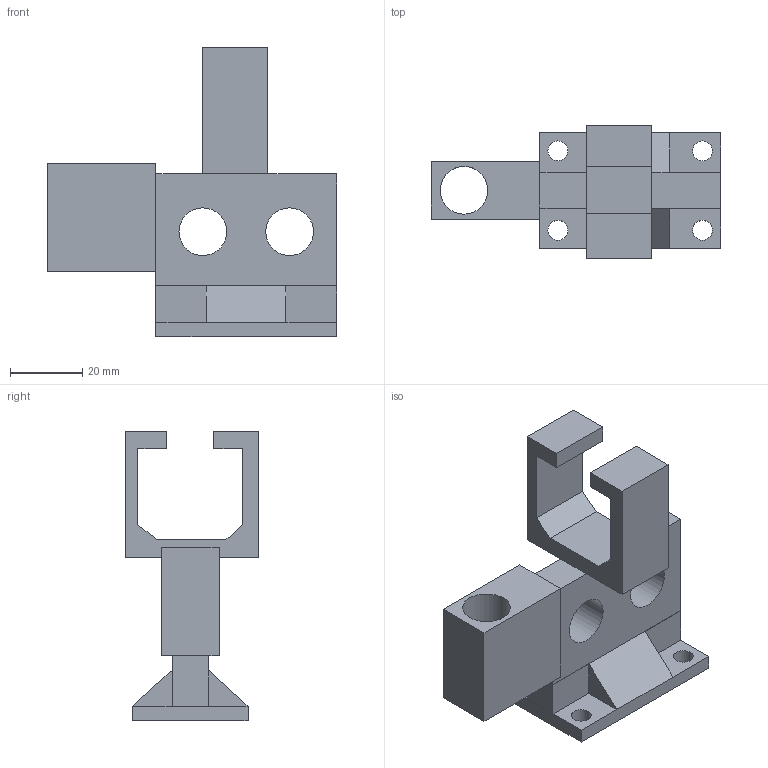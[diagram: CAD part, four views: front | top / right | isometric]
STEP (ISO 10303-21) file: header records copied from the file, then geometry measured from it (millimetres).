
FILE_DESCRIPTION(('FreeCAD Model'),'2;1');
FILE_NAME('LimitSwitchHolder_x-axis_chainholder.step','2019-02-05T12:58:32' ,('Author'),(''),'Open CASCADE STEP processor 7.3','FreeCAD','Unknown' );
FILE_SCHEMA(('AUTOMOTIVE_DESIGN { 1 0 10303 214 1 1 1 1 }'));
Length unit declared in the file: millimetre
Products named in the file (1): Boolean011
Bounding box: 80 x 37 x 80 mm (x, y, z)
Volume: 45907.5 mm3; surface area: 18084.5 mm2
Topology: 1 solids, 1 shells, 59 faces, 155 edges, 98 vertices
Faces by surface type: plane 52, cylinder 7
Full cylindrical faces by diameter (mm): 5.5 x4, 13.2 x3
Entity records: 3857 total; most frequent: CARTESIAN_POINT 695, DIRECTION 577, LINE 425, VECTOR 425, ORIENTED_EDGE 310, PCURVE 310, DEFINITIONAL_REPRESENTATION 310, EDGE_CURVE 155
